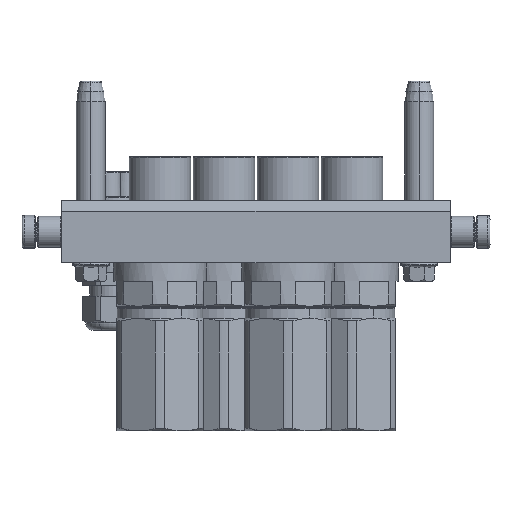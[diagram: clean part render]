
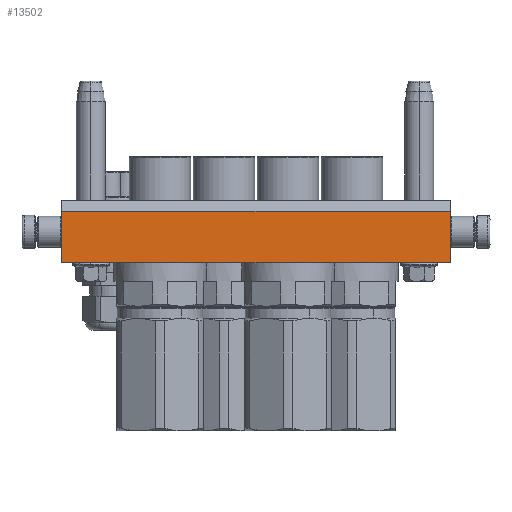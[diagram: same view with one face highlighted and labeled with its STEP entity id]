
A CAD part, left-side view. The second image highlights one B-rep face of the part: STEP entity #13502.
In plain terms, the highlighted face is planar.
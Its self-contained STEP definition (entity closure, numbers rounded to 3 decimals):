
#286 = VERTEX_POINT ( 'NONE', #24159 ) ;
#1353 = CARTESIAN_POINT ( 'NONE',  ( 94., -10., -45. ) ) ;
#2472 = EDGE_CURVE ( 'NONE', #18953, #13346, #38746, .T. ) ;
#5117 = CARTESIAN_POINT ( 'NONE',  ( 94., 15., -45. ) ) ;
#5179 = PLANE ( 'NONE',  #11658 ) ;
#8144 = LINE ( 'NONE', #30210, #27891 ) ;
#8712 = DIRECTION ( 'NONE',  ( -1., 0., 0. ) ) ;
#10864 = LINE ( 'NONE', #40325, #11434 ) ;
#11434 = VECTOR ( 'NONE', #25715, 1000. ) ;
#11658 = AXIS2_PLACEMENT_3D ( 'NONE', #38401, #27352, #8712 ) ;
#11723 = ORIENTED_EDGE ( 'NONE', *, *, #2472, .F. ) ;
#13346 = VERTEX_POINT ( 'NONE', #30280 ) ;
#13502 = ADVANCED_FACE ( 'NONE', ( #43762 ), #5179, .T. ) ;
#14807 = EDGE_LOOP ( 'NONE', ( #28066, #11723, #38538, #38838 ) ) ;
#18953 = VERTEX_POINT ( 'NONE', #40675 ) ;
#19474 = DIRECTION ( 'NONE',  ( 0., 1., 0. ) ) ;
#21677 = VECTOR ( 'NONE', #19474, 1000. ) ;
#22417 = DIRECTION ( 'NONE',  ( 1., 0., 0. ) ) ;
#24159 = CARTESIAN_POINT ( 'NONE',  ( -94., -10., -45. ) ) ;
#24184 = VERTEX_POINT ( 'NONE', #1353 ) ;
#25715 = DIRECTION ( 'NONE',  ( 0., 1., 0. ) ) ;
#27136 = DIRECTION ( 'NONE',  ( -1., 0., 0. ) ) ;
#27352 = DIRECTION ( 'NONE',  ( 0., 0., -1. ) ) ;
#27891 = VECTOR ( 'NONE', #22417, 1000. ) ;
#28066 = ORIENTED_EDGE ( 'NONE', *, *, #30743, .T. ) ;
#30210 = CARTESIAN_POINT ( 'NONE',  ( -94., -10., -45. ) ) ;
#30280 = CARTESIAN_POINT ( 'NONE',  ( -94., 15., -45. ) ) ;
#30743 = EDGE_CURVE ( 'NONE', #286, #13346, #10864, .T. ) ;
#31583 = LINE ( 'NONE', #41697, #21677 ) ;
#33282 = EDGE_CURVE ( 'NONE', #286, #24184, #8144, .T. ) ;
#37582 = EDGE_CURVE ( 'NONE', #24184, #18953, #31583, .T. ) ;
#38401 = CARTESIAN_POINT ( 'NONE',  ( 94., -15., -45. ) ) ;
#38538 = ORIENTED_EDGE ( 'NONE', *, *, #37582, .F. ) ;
#38746 = LINE ( 'NONE', #5117, #46713 ) ;
#38838 = ORIENTED_EDGE ( 'NONE', *, *, #33282, .F. ) ;
#40325 = CARTESIAN_POINT ( 'NONE',  ( -94., -10., -45. ) ) ;
#40675 = CARTESIAN_POINT ( 'NONE',  ( 94., 15., -45. ) ) ;
#41697 = CARTESIAN_POINT ( 'NONE',  ( 94., -10., -45. ) ) ;
#43762 = FACE_OUTER_BOUND ( 'NONE', #14807, .T. ) ;
#46713 = VECTOR ( 'NONE', #27136, 1000. ) ;
